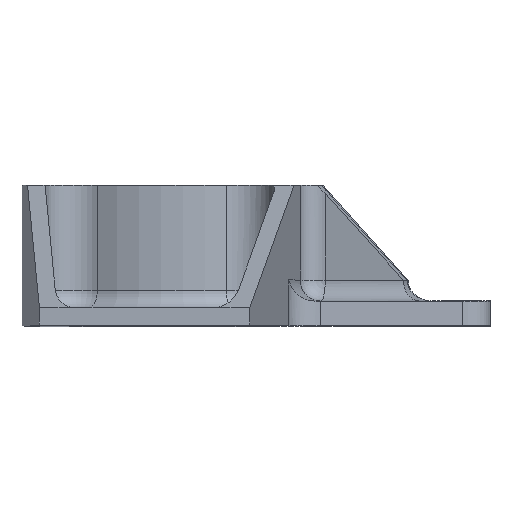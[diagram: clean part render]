
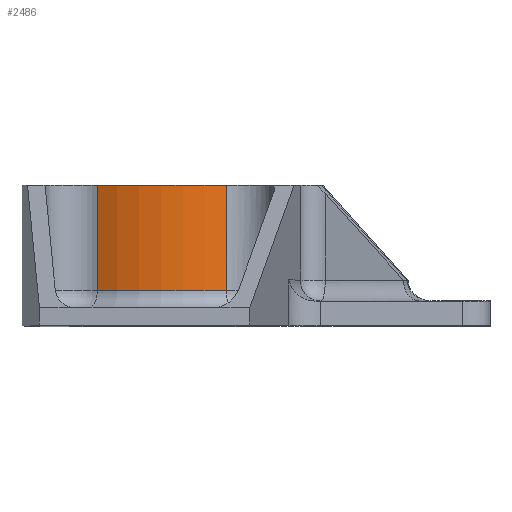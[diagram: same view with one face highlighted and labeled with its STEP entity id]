
A CAD part, top view. The second image highlights one B-rep face of the part: STEP entity #2486.
In plain terms, the highlighted cylindrical face has radius 42 mm (diameter 84 mm), a partial arc.
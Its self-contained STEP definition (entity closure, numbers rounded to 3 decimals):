
#1255=CARTESIAN_POINT('Vertex',(-20.541,53.,36.634)) ;
#1258=CARTESIAN_POINT('Axis2P3D Location',(0.,53.,0.)) ;
#1262=CARTESIAN_POINT('Vertex',(16.206,53.,38.747)) ;
#2443=CARTESIAN_POINT('Vertex',(-20.541,23.,36.634)) ;
#2446=CARTESIAN_POINT('Line Origine',(-20.541,35.5,36.634)) ;
#2463=CARTESIAN_POINT('Axis2P3D Location',(0.,33.,0.)) ;
#2468=CARTESIAN_POINT('Line Origine',(16.206,33.,38.747)) ;
#2472=CARTESIAN_POINT('Vertex',(16.206,23.,38.747)) ;
#2475=CARTESIAN_POINT('Axis2P3D Location',(0.,23.,0.)) ;
#1259=DIRECTION('Axis2P3D Direction',(0.,1.,0.)) ;
#2447=DIRECTION('Vector Direction',(0.,-1.,0.)) ;
#2464=DIRECTION('Axis2P3D Direction',(0.,1.,0.)) ;
#2465=DIRECTION('Axis2P3D XDirection',(0.878,0.,-0.479)) ;
#2469=DIRECTION('Vector Direction',(0.,1.,0.)) ;
#2476=DIRECTION('Axis2P3D Direction',(0.,1.,0.)) ;
#1260=AXIS2_PLACEMENT_3D('Circle Axis2P3D',#1258,#1259,$) ;
#2466=AXIS2_PLACEMENT_3D('Cylinder Axis2P3D',#2463,#2464,#2465) ;
#2477=AXIS2_PLACEMENT_3D('Circle Axis2P3D',#2475,#2476,$) ;
#2481=ORIENTED_EDGE('',*,*,#2474,.T.) ;
#2482=ORIENTED_EDGE('',*,*,#1264,.T.) ;
#2483=ORIENTED_EDGE('',*,*,#2450,.F.) ;
#2484=ORIENTED_EDGE('',*,*,#2479,.T.) ;
#2448=VECTOR('Line Direction',#2447,1.) ;
#2470=VECTOR('Line Direction',#2469,1.) ;
#2486=ADVANCED_FACE('Corps principal',(#2485),#2467,.T.) ;
#1261=CIRCLE('generated circle',#1260,42.) ;
#2478=CIRCLE('generated circle',#2477,42.) ;
#2467=CYLINDRICAL_SURFACE('generated cylinder',#2466,42.) ;
#1264=EDGE_CURVE('',#1263,#1256,#1261,.F.) ;
#2450=EDGE_CURVE('',#2444,#1256,#2449,.F.) ;
#2474=EDGE_CURVE('',#2473,#1263,#2471,.T.) ;
#2479=EDGE_CURVE('',#2444,#2473,#2478,.T.) ;
#2480=EDGE_LOOP('',(#2481,#2482,#2483,#2484)) ;
#2485=FACE_OUTER_BOUND('',#2480,.T.) ;
#2449=LINE('Line',#2446,#2448) ;
#2471=LINE('Line',#2468,#2470) ;
#1256=VERTEX_POINT('',#1255) ;
#1263=VERTEX_POINT('',#1262) ;
#2444=VERTEX_POINT('',#2443) ;
#2473=VERTEX_POINT('',#2472) ;
